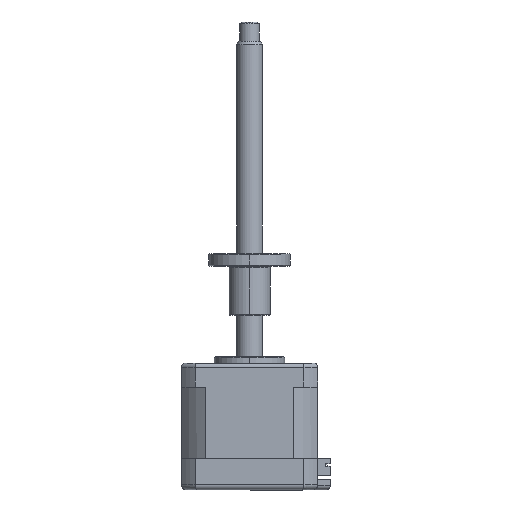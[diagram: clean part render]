
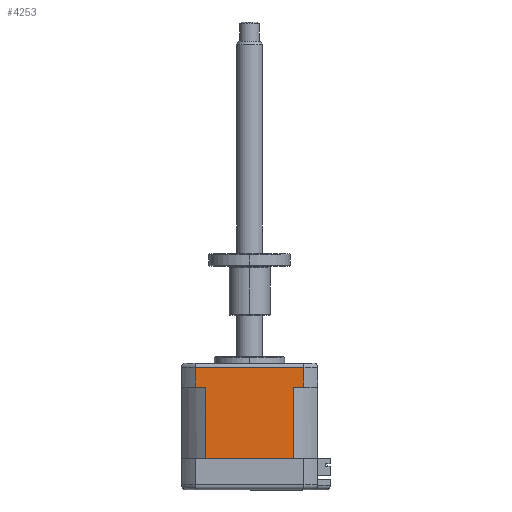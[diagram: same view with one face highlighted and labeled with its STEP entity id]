
A CAD part, top view. The second image highlights one B-rep face of the part: STEP entity #4253.
In plain terms, the highlighted planar face has unit normal (0, 0, 1).
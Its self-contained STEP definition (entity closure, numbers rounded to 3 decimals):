
#168 = EDGE_CURVE ( 'NONE', #6505, #7927, #8934, .T. ) ;
#271 = EDGE_CURVE ( 'NONE', #5939, #7400, #1162, .T. ) ;
#299 = EDGE_CURVE ( 'NONE', #3838, #1070, #2691, .T. ) ;
#338 = VECTOR ( 'NONE', #2314, 1000. ) ;
#460 = VECTOR ( 'NONE', #10765, 1000. ) ;
#535 = EDGE_CURVE ( 'NONE', #7927, #1436, #8824, .T. ) ;
#595 = ORIENTED_EDGE ( 'NONE', *, *, #7783, .F. ) ;
#606 = VERTEX_POINT ( 'NONE', #9225 ) ;
#727 = LINE ( 'NONE', #3587, #460 ) ;
#1004 = CARTESIAN_POINT ( 'NONE',  ( -0.735, -7.608, 54.45 ) ) ;
#1070 = VERTEX_POINT ( 'NONE', #6426 ) ;
#1162 = LINE ( 'NONE', #10771, #3255 ) ;
#1246 = EDGE_LOOP ( 'NONE', ( #4761, #8751, #1908, #10122, #1534, #3088, #3736, #595 ) ) ;
#1436 = VERTEX_POINT ( 'NONE', #3241 ) ;
#1534 = ORIENTED_EDGE ( 'NONE', *, *, #9465, .F. ) ;
#1830 = VECTOR ( 'NONE', #10998, 1000. ) ;
#1908 = ORIENTED_EDGE ( 'NONE', *, *, #168, .T. ) ;
#2314 = DIRECTION ( 'NONE',  ( 0., 1., 0. ) ) ;
#2691 = LINE ( 'NONE', #9019, #338 ) ;
#2842 = DIRECTION ( 'NONE',  ( -1., 0., 0. ) ) ;
#2850 = CARTESIAN_POINT ( 'NONE',  ( -34.427, -1.458, 54.45 ) ) ;
#2905 = LINE ( 'NONE', #1004, #7676 ) ;
#3088 = ORIENTED_EDGE ( 'NONE', *, *, #10603, .T. ) ;
#3160 = CARTESIAN_POINT ( 'NONE',  ( -31.176, -29.808, 54.45 ) ) ;
#3241 = CARTESIAN_POINT ( 'NONE',  ( -34.427, -1.458, 54.45 ) ) ;
#3255 = VECTOR ( 'NONE', #10912, 1000. ) ;
#3520 = LINE ( 'NONE', #10890, #8302 ) ;
#3572 = FACE_OUTER_BOUND ( 'NONE', #1246, .T. ) ;
#3587 = CARTESIAN_POINT ( 'NONE',  ( -0.735, -7.608, 54.45 ) ) ;
#3736 = ORIENTED_EDGE ( 'NONE', *, *, #299, .F. ) ;
#3838 = VERTEX_POINT ( 'NONE', #3160 ) ;
#4057 = VECTOR ( 'NONE', #10903, 1000. ) ;
#4253 = ADVANCED_FACE ( 'NONE', ( #3572 ), #11229, .F. ) ;
#4468 = LINE ( 'NONE', #5040, #11380 ) ;
#4608 = EDGE_CURVE ( 'NONE', #7400, #6505, #2905, .T. ) ;
#4761 = ORIENTED_EDGE ( 'NONE', *, *, #271, .T. ) ;
#4979 = CARTESIAN_POINT ( 'NONE',  ( -3.987, -29.808, 54.45 ) ) ;
#5040 = CARTESIAN_POINT ( 'NONE',  ( -34.427, -9.208, 54.45 ) ) ;
#5444 = CARTESIAN_POINT ( 'NONE',  ( -0.735, -9.208, 54.45 ) ) ;
#5887 = DIRECTION ( 'NONE',  ( 1., 0., 0. ) ) ;
#5939 = VERTEX_POINT ( 'NONE', #9458 ) ;
#5951 = DIRECTION ( 'NONE',  ( 0., 1., 0. ) ) ;
#6426 = CARTESIAN_POINT ( 'NONE',  ( -31.176, -7.608, 54.45 ) ) ;
#6505 = VERTEX_POINT ( 'NONE', #7063 ) ;
#6693 = CARTESIAN_POINT ( 'NONE',  ( -0.735, -1.458, 54.45 ) ) ;
#7063 = CARTESIAN_POINT ( 'NONE',  ( -0.735, -7.608, 54.45 ) ) ;
#7335 = DIRECTION ( 'NONE',  ( 1., 0., 0. ) ) ;
#7400 = VERTEX_POINT ( 'NONE', #9330 ) ;
#7676 = VECTOR ( 'NONE', #7335, 1000. ) ;
#7783 = EDGE_CURVE ( 'NONE', #5939, #3838, #3520, .T. ) ;
#7927 = VERTEX_POINT ( 'NONE', #6693 ) ;
#8302 = VECTOR ( 'NONE', #2842, 1000. ) ;
#8751 = ORIENTED_EDGE ( 'NONE', *, *, #4608, .T. ) ;
#8824 = LINE ( 'NONE', #2850, #4057 ) ;
#8934 = LINE ( 'NONE', #5444, #1830 ) ;
#9019 = CARTESIAN_POINT ( 'NONE',  ( -31.176, -29.808, 54.45 ) ) ;
#9225 = CARTESIAN_POINT ( 'NONE',  ( -34.427, -7.608, 54.45 ) ) ;
#9330 = CARTESIAN_POINT ( 'NONE',  ( -3.987, -7.608, 54.45 ) ) ;
#9458 = CARTESIAN_POINT ( 'NONE',  ( -3.987, -29.808, 54.45 ) ) ;
#9465 = EDGE_CURVE ( 'NONE', #606, #1436, #4468, .T. ) ;
#10122 = ORIENTED_EDGE ( 'NONE', *, *, #535, .T. ) ;
#10180 = AXIS2_PLACEMENT_3D ( 'NONE', #4979, #11268, #5887 ) ;
#10603 = EDGE_CURVE ( 'NONE', #606, #1070, #727, .T. ) ;
#10765 = DIRECTION ( 'NONE',  ( 1., 0., 0. ) ) ;
#10771 = CARTESIAN_POINT ( 'NONE',  ( -3.987, -29.808, 54.45 ) ) ;
#10890 = CARTESIAN_POINT ( 'NONE',  ( -3.987, -29.808, 54.45 ) ) ;
#10903 = DIRECTION ( 'NONE',  ( -1., 0., 0. ) ) ;
#10912 = DIRECTION ( 'NONE',  ( 0., 1., 0. ) ) ;
#10998 = DIRECTION ( 'NONE',  ( 0., 1., 0. ) ) ;
#11229 = PLANE ( 'NONE',  #10180 ) ;
#11268 = DIRECTION ( 'NONE',  ( 0., 0., -1. ) ) ;
#11380 = VECTOR ( 'NONE', #5951, 1000. ) ;
